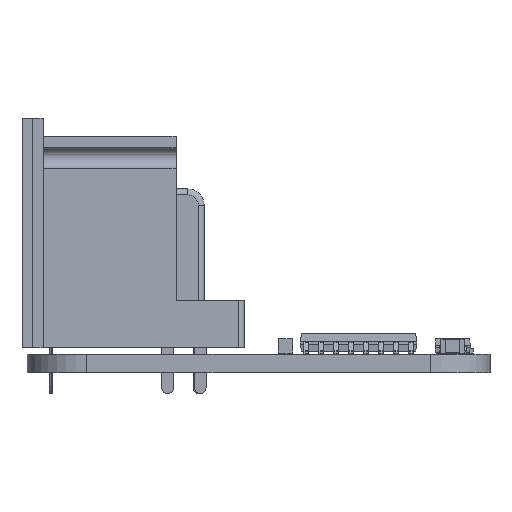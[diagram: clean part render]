
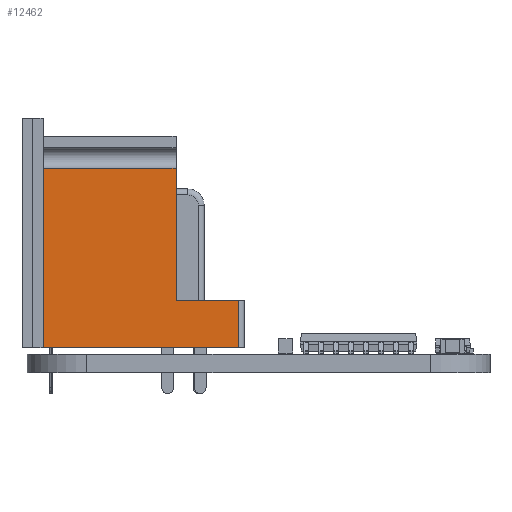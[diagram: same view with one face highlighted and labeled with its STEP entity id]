
A CAD part, left-side view. The second image highlights one B-rep face of the part: STEP entity #12462.
In plain terms, the highlighted face is planar.
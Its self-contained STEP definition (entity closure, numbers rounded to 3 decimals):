
#11486 = VERTEX_POINT('',#11487);
#11487 = CARTESIAN_POINT('',(9.,13.1,5.25));
#11493 = EDGE_CURVE('',#11486,#11494,#11496,.T.);
#11494 = VERTEX_POINT('',#11495);
#11495 = CARTESIAN_POINT('',(9.,13.1,-6.));
#11496 = LINE('',#11497,#11498);
#11497 = CARTESIAN_POINT('',(9.,13.1,8.));
#11498 = VECTOR('',#11499,1.);
#11499 = DIRECTION('',(0.,0.,-1.));
#11752 = VERTEX_POINT('',#11753);
#11753 = CARTESIAN_POINT('',(9.,18.4,-6.));
#11760 = EDGE_CURVE('',#11752,#11494,#11761,.T.);
#11761 = LINE('',#11762,#11763);
#11762 = CARTESIAN_POINT('',(9.,18.9,-6.));
#11763 = VECTOR('',#11764,1.);
#11764 = DIRECTION('',(0.,-1.,0.));
#12462 = ADVANCED_FACE('',(#12463),#12497,.T.);
#12463 = FACE_BOUND('',#12464,.T.);
#12464 = EDGE_LOOP('',(#12465,#12466,#12467,#12475,#12483,#12491));
#12465 = ORIENTED_EDGE('',*,*,#11760,.T.);
#12466 = ORIENTED_EDGE('',*,*,#11493,.F.);
#12467 = ORIENTED_EDGE('',*,*,#12468,.T.);
#12468 = EDGE_CURVE('',#11486,#12469,#12471,.T.);
#12469 = VERTEX_POINT('',#12470);
#12470 = CARTESIAN_POINT('',(9.,1.8,5.25));
#12471 = LINE('',#12472,#12473);
#12472 = CARTESIAN_POINT('',(9.,13.1,5.25));
#12473 = VECTOR('',#12474,1.);
#12474 = DIRECTION('',(0.,-1.,0.));
#12475 = ORIENTED_EDGE('',*,*,#12476,.F.);
#12476 = EDGE_CURVE('',#12477,#12469,#12479,.T.);
#12477 = VERTEX_POINT('',#12478);
#12478 = CARTESIAN_POINT('',(9.,1.8,-10.));
#12479 = LINE('',#12480,#12481);
#12480 = CARTESIAN_POINT('',(9.,1.8,-10.));
#12481 = VECTOR('',#12482,1.);
#12482 = DIRECTION('',(0.,0.,1.));
#12483 = ORIENTED_EDGE('',*,*,#12484,.T.);
#12484 = EDGE_CURVE('',#12477,#12485,#12487,.T.);
#12485 = VERTEX_POINT('',#12486);
#12486 = CARTESIAN_POINT('',(9.,18.4,-10.));
#12487 = LINE('',#12488,#12489);
#12488 = CARTESIAN_POINT('',(9.,1.8,-10.));
#12489 = VECTOR('',#12490,1.);
#12490 = DIRECTION('',(0.,1.,0.));
#12491 = ORIENTED_EDGE('',*,*,#12492,.T.);
#12492 = EDGE_CURVE('',#12485,#11752,#12493,.T.);
#12493 = LINE('',#12494,#12495);
#12494 = CARTESIAN_POINT('',(9.,18.4,-10.));
#12495 = VECTOR('',#12496,1.);
#12496 = DIRECTION('',(0.,0.,1.));
#12497 = PLANE('',#12498);
#12498 = AXIS2_PLACEMENT_3D('',#12499,#12500,#12501);
#12499 = CARTESIAN_POINT('',(9.,1.8,-10.));
#12500 = DIRECTION('',(1.,0.,0.));
#12501 = DIRECTION('',(-0.,0.,1.));
